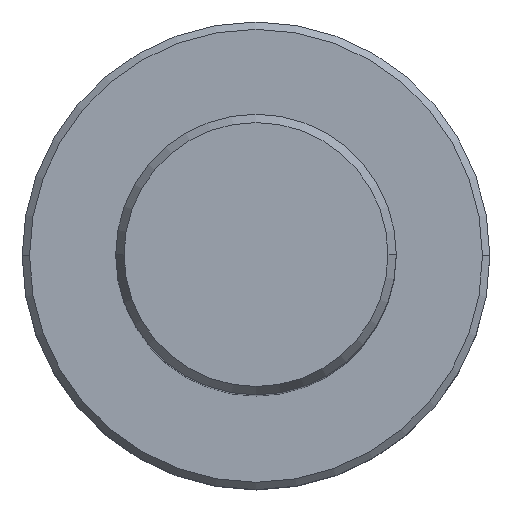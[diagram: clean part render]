
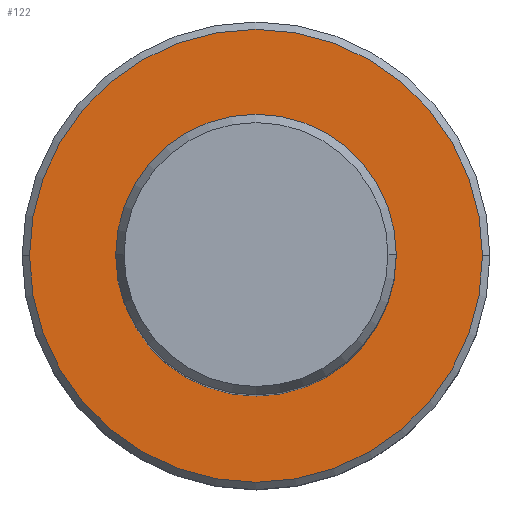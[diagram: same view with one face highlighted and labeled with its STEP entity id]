
A CAD part, top view. The second image highlights one B-rep face of the part: STEP entity #122.
In plain terms, the highlighted planar face has unit normal (0, 0, 1).
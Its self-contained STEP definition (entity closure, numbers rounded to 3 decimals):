
#30=FACE_BOUND('',#301,.T.);
#31=FACE_BOUND('',#302,.T.);
#56=PLANE('',#1121);
#122=ADVANCED_FACE('',(#30,#31),#56,.F.);
#301=EDGE_LOOP('',(#500,#501));
#302=EDGE_LOOP('',(#502,#503));
#500=ORIENTED_EDGE('',*,*,#697,.F.);
#501=ORIENTED_EDGE('',*,*,#700,.T.);
#502=ORIENTED_EDGE('',*,*,#701,.F.);
#503=ORIENTED_EDGE('',*,*,#702,.T.);
#593=VERTEX_POINT('',#2309);
#594=VERTEX_POINT('',#2310);
#595=VERTEX_POINT('',#2317);
#596=VERTEX_POINT('',#2318);
#697=EDGE_CURVE('',#593,#594,#769,.T.);
#700=EDGE_CURVE('',#593,#594,#770,.T.);
#701=EDGE_CURVE('',#595,#596,#771,.T.);
#702=EDGE_CURVE('',#595,#596,#772,.T.);
#769=CIRCLE('',#1115,15.375);
#770=CIRCLE('',#1117,15.375);
#771=CIRCLE('',#1119,9.025);
#772=CIRCLE('',#1120,9.025);
#1115=AXIS2_PLACEMENT_3D('',#2308,#1332,#1333);
#1117=AXIS2_PLACEMENT_3D('',#2314,#1338,#1339);
#1119=AXIS2_PLACEMENT_3D('',#2316,#1342,#1343);
#1120=AXIS2_PLACEMENT_3D('',#2319,#1344,#1345);
#1121=AXIS2_PLACEMENT_3D('',#2320,#1346,#1347);
#1332=DIRECTION('',(0.,0.,-1.));
#1333=DIRECTION('',(1.,0.,0.));
#1338=DIRECTION('',(0.,0.,1.));
#1339=DIRECTION('',(1.,0.,0.));
#1342=DIRECTION('',(0.,0.,1.));
#1343=DIRECTION('',(1.,0.,0.));
#1344=DIRECTION('',(0.,0.,-1.));
#1345=DIRECTION('',(1.,0.,0.));
#1346=DIRECTION('',(0.,0.,-1.));
#1347=DIRECTION('',(-1.,0.,0.));
#2308=CARTESIAN_POINT('',(0.,0.,0.));
#2309=CARTESIAN_POINT('',(15.375,0.,0.));
#2310=CARTESIAN_POINT('',(-15.375,0.,0.));
#2314=CARTESIAN_POINT('',(0.,0.,0.));
#2316=CARTESIAN_POINT('',(0.,0.,0.));
#2317=CARTESIAN_POINT('',(9.025,0.,0.));
#2318=CARTESIAN_POINT('',(-9.025,0.,0.));
#2319=CARTESIAN_POINT('',(0.,0.,0.));
#2320=CARTESIAN_POINT('',(0.,0.,0.));
